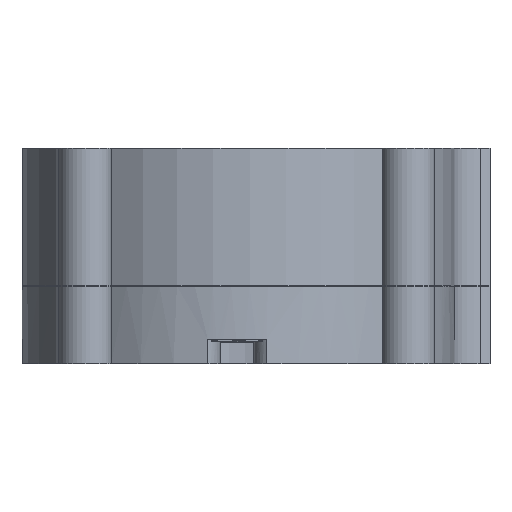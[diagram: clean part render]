
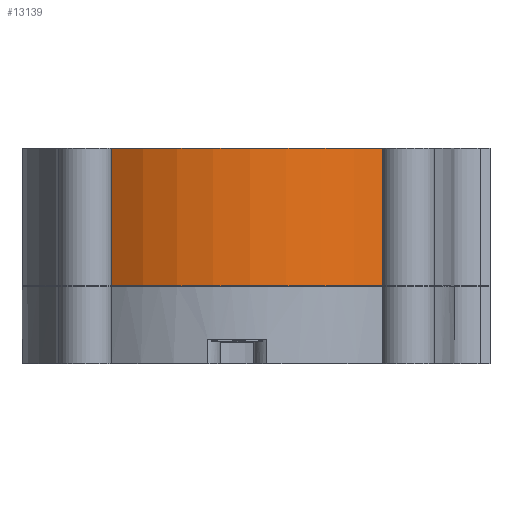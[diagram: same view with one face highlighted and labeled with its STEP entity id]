
A CAD part, front view. The second image highlights one B-rep face of the part: STEP entity #13139.
In plain terms, the highlighted cylindrical face has radius 44.521 mm (diameter 89.043 mm), a partial arc.
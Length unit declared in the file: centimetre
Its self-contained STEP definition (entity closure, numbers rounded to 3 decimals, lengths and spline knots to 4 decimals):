
#1166=FACE_OUTER_BOUND($,#1916,.T.);
#1916=EDGE_LOOP($,(#9268,#9269,#9270,#9271));
#2724=LINE($,#21475,#3828);
#2725=LINE($,#21477,#3829);
#3828=VECTOR($,#15638,2.8318);
#3829=VECTOR($,#15641,2.8318);
#4877=CIRCLE($,#13942,4.4521);
#4894=CIRCLE($,#13960,4.4521);
#5467=VERTEX_POINT($,#21334);
#5468=VERTEX_POINT($,#21336);
#5497=VERTEX_POINT($,#21411);
#5498=VERTEX_POINT($,#21413);
#6917=EDGE_CURVE($,#5468,#5467,#4877,.T.);
#6949=EDGE_CURVE($,#5498,#5497,#4894,.T.);
#6974=EDGE_CURVE($,#5467,#5498,#2724,.T.);
#6975=EDGE_CURVE($,#5497,#5468,#2725,.T.);
#9268=ORIENTED_EDGE($,*,*,#6975,.T.);
#9269=ORIENTED_EDGE($,*,*,#6917,.T.);
#9270=ORIENTED_EDGE($,*,*,#6974,.T.);
#9271=ORIENTED_EDGE($,*,*,#6949,.T.);
#12896=CYLINDRICAL_SURFACE($,#13993,4.4521);
#13139=ADVANCED_FACE($,(#1166),#12896,.T.);
#13942=AXIS2_PLACEMENT_3D($,#21337,#15514,#15515);
#13960=AXIS2_PLACEMENT_3D($,#21414,#15564,#15565);
#13993=AXIS2_PLACEMENT_3D($,#21476,#15639,#15640);
#15514=DIRECTION('center_axis',(0.,0.,-1.));
#15515=DIRECTION('ref_axis',(1.,0.,0.));
#15564=DIRECTION('center_axis',(0.,0.,1.));
#15565=DIRECTION('ref_axis',(1.,0.,0.));
#15638=DIRECTION($,(0.,0.,-1.));
#15639=DIRECTION('center_axis',(0.,0.,1.));
#15640=DIRECTION('ref_axis',(1.,0.,0.));
#15641=DIRECTION($,(0.,0.,1.));
#21334=CARTESIAN_POINT('',(-22.614,13.896,4.3992));
#21336=CARTESIAN_POINT('',(-17.0163,14.1956,4.3992));
#21337=CARTESIAN_POINT('Origin',(-20.,17.5,4.3992));
#21411=CARTESIAN_POINT('',(-17.0163,14.1956,1.5674));
#21413=CARTESIAN_POINT('',(-22.614,13.896,1.5674));
#21414=CARTESIAN_POINT('Origin',(-20.,17.5,1.5674));
#21475=CARTESIAN_POINT($,(-22.614,13.896,0.));
#21476=CARTESIAN_POINT('Origin',(-20.,17.5,3.92));
#21477=CARTESIAN_POINT($,(-17.0163,14.1956,0.));
